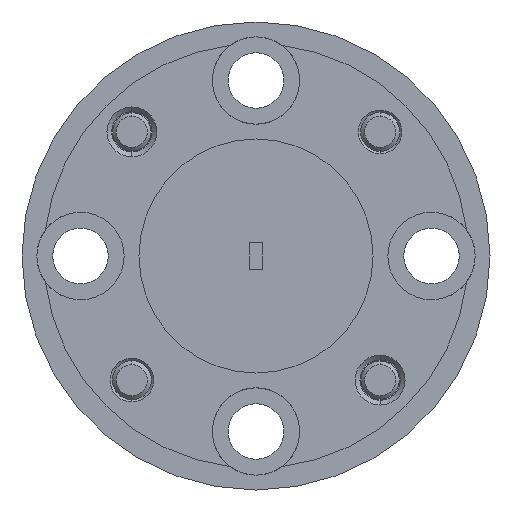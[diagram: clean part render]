
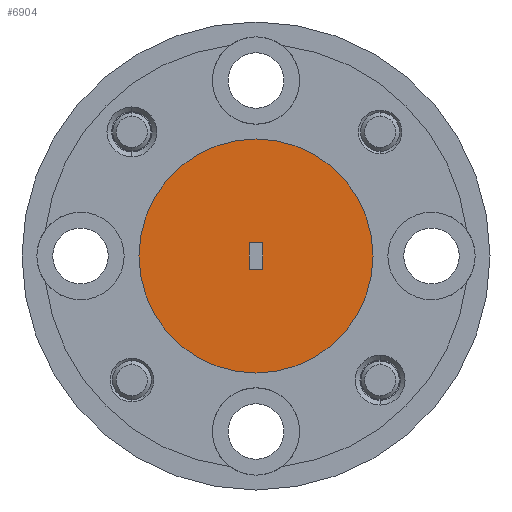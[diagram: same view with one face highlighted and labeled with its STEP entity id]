
A CAD part, left-side view. The second image highlights one B-rep face of the part: STEP entity #6904.
In plain terms, the highlighted planar face has unit normal (-1, 0, 0).
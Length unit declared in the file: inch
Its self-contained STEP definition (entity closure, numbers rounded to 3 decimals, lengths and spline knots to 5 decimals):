
#9 = CARTESIAN_POINT ( 'NONE',  ( 0., -0.01075, -0.0215 ) ) ;
#73 = DIRECTION ( 'NONE',  ( -1., 0., 0. ) ) ;
#483 = CARTESIAN_POINT ( 'NONE',  ( 0., -0.01075, -0.0215 ) ) ;
#522 = VECTOR ( 'NONE', #2642, 39.37008 ) ;
#593 = CARTESIAN_POINT ( 'NONE',  ( 0., 0., 0. ) ) ;
#991 = EDGE_LOOP ( 'NONE', ( #1646, #2037, #1723, #3058 ) ) ;
#1202 = DIRECTION ( 'NONE',  ( 0., -1., 0. ) ) ;
#1221 = ORIENTED_EDGE ( 'NONE', *, *, #1229, .T. ) ;
#1229 = EDGE_CURVE ( 'NONE', #5811, #6644, #1950, .T. ) ;
#1297 = CARTESIAN_POINT ( 'NONE',  ( 0., -0.1875, 0. ) ) ;
#1338 = ORIENTED_EDGE ( 'NONE', *, *, #5347, .T. ) ;
#1616 = EDGE_CURVE ( 'NONE', #2284, #6884, #6778, .T. ) ;
#1646 = ORIENTED_EDGE ( 'NONE', *, *, #7146, .T. ) ;
#1723 = ORIENTED_EDGE ( 'NONE', *, *, #4603, .T. ) ;
#1793 = VERTEX_POINT ( 'NONE', #4658 ) ;
#1797 = VECTOR ( 'NONE', #5668, 39.37008 ) ;
#1820 = AXIS2_PLACEMENT_3D ( 'NONE', #3770, #4875, #5429 ) ;
#1937 = CARTESIAN_POINT ( 'NONE',  ( 0., 0.01075, 0.0215 ) ) ;
#1950 = CIRCLE ( 'NONE', #1820, 0.1875 ) ;
#2037 = ORIENTED_EDGE ( 'NONE', *, *, #1616, .T. ) ;
#2284 = VERTEX_POINT ( 'NONE', #3757 ) ;
#2411 = EDGE_LOOP ( 'NONE', ( #1221, #1338 ) ) ;
#2642 = DIRECTION ( 'NONE',  ( 0., -1., 0. ) ) ;
#2815 = PLANE ( 'NONE',  #5971 ) ;
#3058 = ORIENTED_EDGE ( 'NONE', *, *, #4488, .T. ) ;
#3366 = FACE_BOUND ( 'NONE', #991, .T. ) ;
#3396 = DIRECTION ( 'NONE',  ( 0., 0., 1. ) ) ;
#3757 = CARTESIAN_POINT ( 'NONE',  ( 0., -0.01075, 0.0215 ) ) ;
#3770 = CARTESIAN_POINT ( 'NONE',  ( 0., 0., 0. ) ) ;
#4080 = CARTESIAN_POINT ( 'NONE',  ( 0., 0., 0. ) ) ;
#4402 = CARTESIAN_POINT ( 'NONE',  ( 0., -0.01075, -0.0215 ) ) ;
#4423 = VERTEX_POINT ( 'NONE', #1937 ) ;
#4461 = LINE ( 'NONE', #5447, #522 ) ;
#4488 = EDGE_CURVE ( 'NONE', #1793, #4423, #6214, .T. ) ;
#4594 = FACE_OUTER_BOUND ( 'NONE', #2411, .T. ) ;
#4603 = EDGE_CURVE ( 'NONE', #6884, #1793, #6182, .T. ) ;
#4658 = CARTESIAN_POINT ( 'NONE',  ( 0., 0.01075, -0.0215 ) ) ;
#4875 = DIRECTION ( 'NONE',  ( -1., 0., 0. ) ) ;
#5203 = DIRECTION ( 'NONE',  ( 0., -1., 0. ) ) ;
#5306 = CARTESIAN_POINT ( 'NONE',  ( 0., 0.1875, 0. ) ) ;
#5347 = EDGE_CURVE ( 'NONE', #6644, #5811, #5826, .T. ) ;
#5429 = DIRECTION ( 'NONE',  ( 0., -1., 0. ) ) ;
#5447 = CARTESIAN_POINT ( 'NONE',  ( 0., -0.01075, 0.0215 ) ) ;
#5569 = CARTESIAN_POINT ( 'NONE',  ( 0., 0.01075, -0.0215 ) ) ;
#5668 = DIRECTION ( 'NONE',  ( 0., 1., 0. ) ) ;
#5681 = DIRECTION ( 'NONE',  ( 0., 0., -1. ) ) ;
#5811 = VERTEX_POINT ( 'NONE', #1297 ) ;
#5826 = CIRCLE ( 'NONE', #6642, 0.1875 ) ;
#5971 = AXIS2_PLACEMENT_3D ( 'NONE', #593, #6259, #1202 ) ;
#6044 = VECTOR ( 'NONE', #3396, 39.37008 ) ;
#6182 = LINE ( 'NONE', #4402, #1797 ) ;
#6214 = LINE ( 'NONE', #5569, #6044 ) ;
#6246 = VECTOR ( 'NONE', #5681, 39.37008 ) ;
#6259 = DIRECTION ( 'NONE',  ( -1., 0., 0. ) ) ;
#6642 = AXIS2_PLACEMENT_3D ( 'NONE', #4080, #73, #5203 ) ;
#6644 = VERTEX_POINT ( 'NONE', #5306 ) ;
#6778 = LINE ( 'NONE', #483, #6246 ) ;
#6884 = VERTEX_POINT ( 'NONE', #9 ) ;
#6904 = ADVANCED_FACE ( 'NONE', ( #3366, #4594 ), #2815, .T. ) ;
#7146 = EDGE_CURVE ( 'NONE', #4423, #2284, #4461, .T. ) ;
